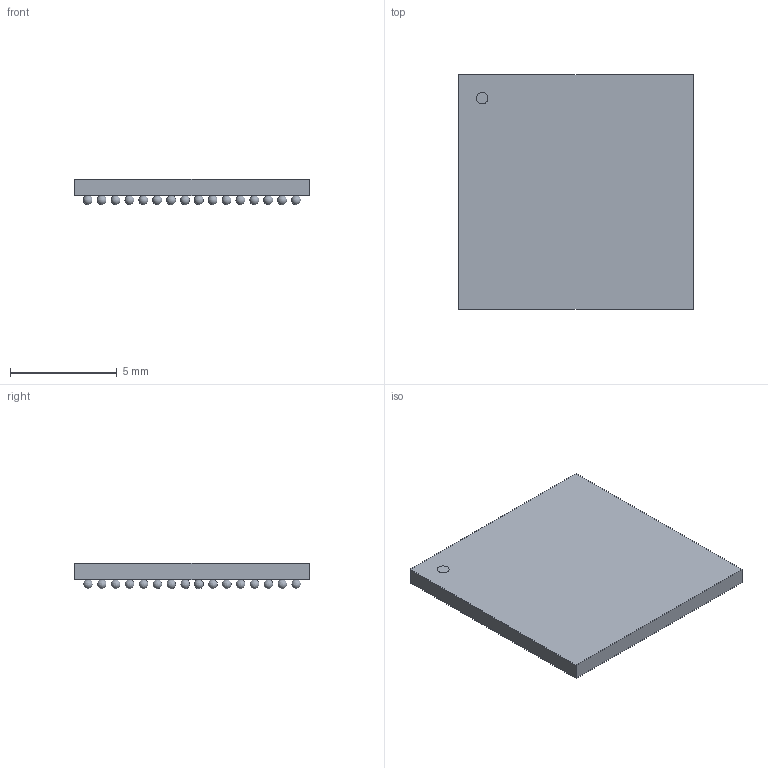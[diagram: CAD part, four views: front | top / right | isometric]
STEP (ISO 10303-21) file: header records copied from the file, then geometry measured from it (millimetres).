
FILE_DESCRIPTION(('STEP AP214'),'1');
FILE_NAME('TFBGA228_DWBB_MCH','2025-07-04T08:48:02',(''),(''),'','','');
FILE_SCHEMA(('AUTOMOTIVE_DESIGN'));
Length unit declared in the file: millimetre
Products named in the file (1): product
Bounding box: 11 x 11 x 1.2 mm (x, y, z)
Volume: 101.9 mm3; surface area: 409.5 mm2
Topology: 230 solids, 230 shells, 237 faces, 699 edges, 466 vertices
Faces by surface type: sphere 228, plane 8, cylinder 1
Full cylindrical faces by diameter (mm): 0.55 x1
Entity records: 2425 total; most frequent: DIRECTION 494, CARTESIAN_POINT 251, AXIS2_PLACEMENT_3D 241, STYLED_ITEM 237, ADVANCED_FACE 237, MANIFOLD_SOLID_BREP 230, CLOSED_SHELL 230, SPHERICAL_SURFACE 228
